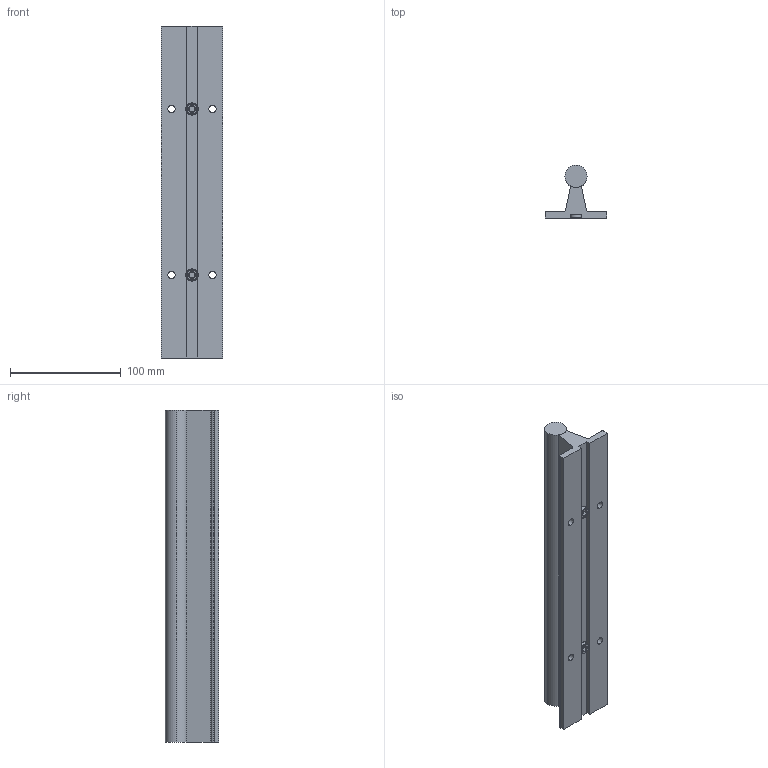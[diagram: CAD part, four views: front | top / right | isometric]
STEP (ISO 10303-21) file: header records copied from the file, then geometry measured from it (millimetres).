
FILE_DESCRIPTION (( 'STEP AP203' ), '1' );
FILE_NAME ('ShaftRailAssembly_A1288A5263.step', '2021-12-02T15:14:58', ( 'localadmin' ), ( 'BOXX Technologies, Inc.' ), 'SwSTEP 2.0', 'SolidWorks 2019', '' );
FILE_SCHEMA (( 'CONFIG_CONTROL_DESIGN' ));
Length unit declared in the file: inch
Products named in the file (3): 1wUq6qDU8R_CADModel_0; ShaftRailAssembly_A1288A5263
Assembly tree (1 placements, depth 2):
  1wUq6qDU8R_CADModel_0
  ShaftRailAssembly_A1288A5263
    1wUq6qDU8R_CADModel_0
Bounding box: 56 x 48 x 300 mm (x, y, z)
Volume: 280921.1 mm3; surface area: 74455.2 mm2
Topology: 4 solids, 4 shells, 125 faces, 295 edges, 180 vertices
Faces by surface type: plane 51, cylinder 44, cone 30
Entity records: 4105 total; most frequent: CARTESIAN_POINT 939, DIRECTION 627, ORIENTED_EDGE 582, EDGE_CURVE 291, AXIS2_PLACEMENT_3D 236, VERTEX_POINT 180, VECTOR 155, LINE 155
